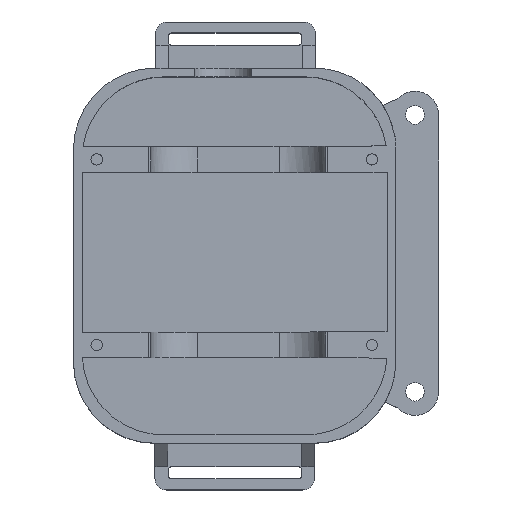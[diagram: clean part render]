
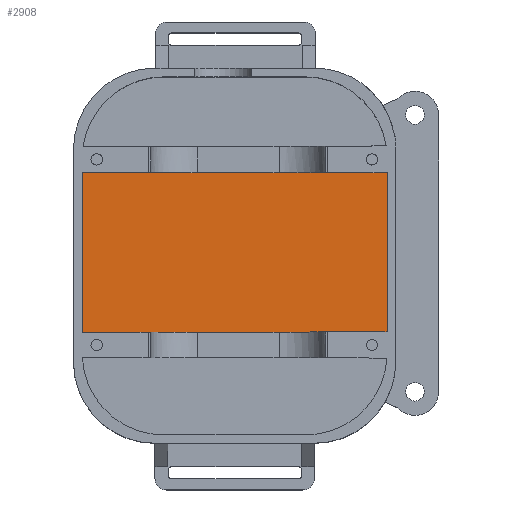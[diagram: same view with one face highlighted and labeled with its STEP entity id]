
A CAD part, top view. The second image highlights one B-rep face of the part: STEP entity #2908.
In plain terms, the highlighted planar face has unit normal (0, 0, 1).
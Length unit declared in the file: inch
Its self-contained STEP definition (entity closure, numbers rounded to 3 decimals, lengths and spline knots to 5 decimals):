
#83=PLANE('',#3122);
#209=FACE_OUTER_BOUND('',#366,.T.);
#366=EDGE_LOOP('',(#2276,#2277,#2278,#2279,#2280,#2281,#2282,#2283,#2284,
#2285));
#531=LINE('',#4255,#863);
#542=LINE('',#4286,#874);
#572=LINE('',#4359,#904);
#575=LINE('',#4364,#907);
#609=LINE('',#4465,#941);
#614=LINE('',#4475,#946);
#617=LINE('',#4482,#949);
#618=LINE('',#4484,#950);
#863=VECTOR('',#3377,0.3937);
#874=VECTOR('',#3402,0.3937);
#904=VECTOR('',#3482,0.3937);
#907=VECTOR('',#3487,0.3937);
#941=VECTOR('',#3591,0.3937);
#946=VECTOR('',#3602,0.3937);
#949=VECTOR('',#3611,0.3937);
#950=VECTOR('',#3614,0.3937);
#1174=CIRCLE('',#3113,0.1145);
#1175=CIRCLE('',#3116,0.10964);
#1295=VERTEX_POINT('',#4253);
#1296=VERTEX_POINT('',#4254);
#1309=VERTEX_POINT('',#4285);
#1327=VERTEX_POINT('',#4358);
#1328=VERTEX_POINT('',#4362);
#1359=VERTEX_POINT('',#4463);
#1360=VERTEX_POINT('',#4464);
#1361=VERTEX_POINT('',#4470);
#1362=VERTEX_POINT('',#4474);
#1363=VERTEX_POINT('',#4478);
#1586=EDGE_CURVE('',#1295,#1296,#531,.T.);
#1602=EDGE_CURVE('',#1309,#1295,#542,.T.);
#1639=EDGE_CURVE('',#1296,#1327,#572,.T.);
#1642=EDGE_CURVE('',#1328,#1327,#575,.T.);
#1690=EDGE_CURVE('',#1359,#1360,#609,.T.);
#1694=EDGE_CURVE('',#1361,#1359,#1174,.T.);
#1696=EDGE_CURVE('',#1362,#1361,#614,.T.);
#1698=EDGE_CURVE('',#1363,#1362,#1175,.T.);
#1700=EDGE_CURVE('',#1328,#1363,#617,.T.);
#1701=EDGE_CURVE('',#1360,#1309,#618,.T.);
#2276=ORIENTED_EDGE('',*,*,#1639,.T.);
#2277=ORIENTED_EDGE('',*,*,#1642,.F.);
#2278=ORIENTED_EDGE('',*,*,#1700,.T.);
#2279=ORIENTED_EDGE('',*,*,#1698,.T.);
#2280=ORIENTED_EDGE('',*,*,#1696,.T.);
#2281=ORIENTED_EDGE('',*,*,#1694,.T.);
#2282=ORIENTED_EDGE('',*,*,#1690,.T.);
#2283=ORIENTED_EDGE('',*,*,#1701,.T.);
#2284=ORIENTED_EDGE('',*,*,#1602,.T.);
#2285=ORIENTED_EDGE('',*,*,#1586,.T.);
#2908=ADVANCED_FACE('',(#209),#83,.T.);
#3113=AXIS2_PLACEMENT_3D('',#4471,#3597,#3598);
#3116=AXIS2_PLACEMENT_3D('',#4479,#3606,#3607);
#3122=AXIS2_PLACEMENT_3D('',#4495,#3625,#3626);
#3377=DIRECTION('',(-1.,0.002,0.));
#3402=DIRECTION('',(-1.,0.,0.));
#3482=DIRECTION('',(-1.,0.,0.));
#3487=DIRECTION('',(0.,1.,0.));
#3591=DIRECTION('',(1.,0.,0.));
#3597=DIRECTION('center_axis',(0.,0.,-1.));
#3598=DIRECTION('ref_axis',(1.,0.,0.));
#3602=DIRECTION('',(1.,0.002,0.));
#3606=DIRECTION('center_axis',(0.,0.,-1.));
#3607=DIRECTION('ref_axis',(1.,0.,0.));
#3611=DIRECTION('',(1.,0.,0.));
#3614=DIRECTION('',(0.,1.,0.));
#3625=DIRECTION('center_axis',(0.,0.,1.));
#3626=DIRECTION('ref_axis',(0.,-1.,0.));
#4253=CARTESIAN_POINT('',(-2.6484,1.51478,-0.91));
#4254=CARTESIAN_POINT('',(-5.01363,1.51965,-0.91));
#4255=CARTESIAN_POINT('',(-3.23771,1.516,-0.91));
#4285=CARTESIAN_POINT('',(-2.51894,1.51478,-0.91));
#4286=CARTESIAN_POINT('',(-3.15095,1.51478,-0.91));
#4358=CARTESIAN_POINT('',(-5.13804,1.51965,-0.91));
#4359=CARTESIAN_POINT('',(-4.42106,1.51965,-0.91));
#4362=CARTESIAN_POINT('',(-5.13804,0.14318,-0.91));
#4364=CARTESIAN_POINT('',(-5.13804,1.5688,-0.91));
#4463=CARTESIAN_POINT('',(-2.63459,0.14795,-0.91));
#4464=CARTESIAN_POINT('',(-2.51894,0.14795,-0.91));
#4465=CARTESIAN_POINT('',(-3.23154,0.14795,-0.91));
#4470=CARTESIAN_POINT('',(-2.64864,0.14878,-0.91));
#4471=CARTESIAN_POINT('Origin',(-2.6484,0.03428,-0.91));
#4474=CARTESIAN_POINT('',(-5.01363,0.14392,-0.91));
#4475=CARTESIAN_POINT('',(-4.42039,0.14514,-0.91));
#4478=CARTESIAN_POINT('',(-5.02611,0.14318,-0.91));
#4479=CARTESIAN_POINT('Origin',(-5.0134,0.03428,-0.91));
#4482=CARTESIAN_POINT('',(-4.49755,0.14318,-0.91));
#4484=CARTESIAN_POINT('',(-2.51894,0.79991,-0.91));
#4495=CARTESIAN_POINT('Origin',(-3.82849,0.79991,-0.91));
